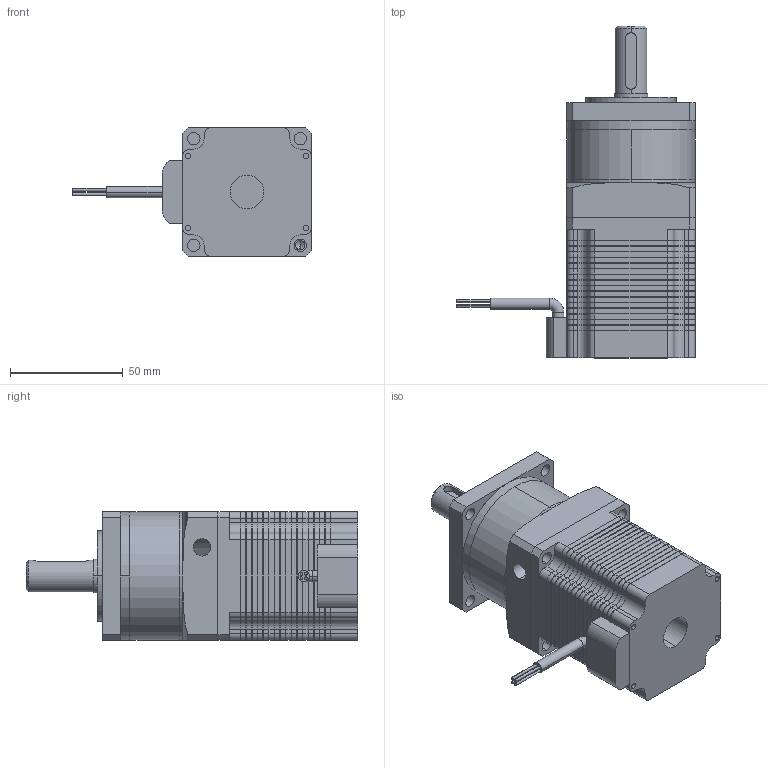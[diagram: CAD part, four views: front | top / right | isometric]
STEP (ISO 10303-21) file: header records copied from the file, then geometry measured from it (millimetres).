
FILE_DESCRIPTION (( 'STEP AP214' ), '1' );
FILE_NAME ('57H262AG媼撰熬厒掀.STEP', '2022-10-24T01:53:45', ( '' ), ( '' ), 'SwSTEP 2.0', 'SolidWorks 2020', '' );
FILE_SCHEMA (( 'AUTOMOTIVE_DESIGN' ));
Length unit declared in the file: millimetre
Products named in the file (10): 媼撰熬厒儂ヶ傷裔; 綴傷裔; 媼撰熬厒儂; 57H262AG媼撰熬厒掀; ヶ傷裔; 諉盄傷赽; 媼撰熬厒儂翋极; 57H262AG萇儂隅赽; 二级减速机后端盖; 57H262AG媼撰粣
Assembly tree (9 placements, depth 3):
  57H262AG媼撰熬厒掀
    57H262AG萇儂隅赽
    ヶ傷裔
    綴傷裔
    57H262AG媼撰粣
    諉盄傷赽
    媼撰熬厒儂
      二级减速机后端盖
      媼撰熬厒儂ヶ傷裔
      媼撰熬厒儂翋极
Bounding box: 105.73 x 147 x 57 mm (x, y, z)
Volume: 329111.9 mm3; surface area: 74195 mm2
Topology: 9 solids, 9 shells, 1810 faces, 3755 edges, 1988 vertices
Faces by surface type: plane 1281, cylinder 515, cone 8, torus 6
Entity records: 46773 total; most frequent: DIRECTION 8419, CARTESIAN_POINT 7856, ORIENTED_EDGE 7506, EDGE_CURVE 3753, AXIS2_PLACEMENT_3D 2863, VECTOR 2693, LINE 2693, VERTEX_POINT 1988
